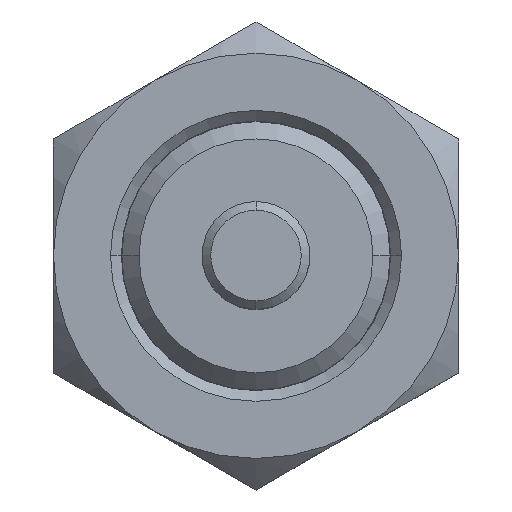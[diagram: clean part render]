
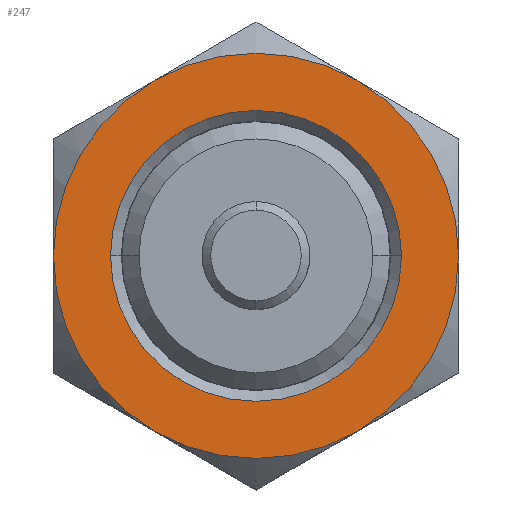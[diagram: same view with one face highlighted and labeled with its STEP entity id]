
A CAD part, top view. The second image highlights one B-rep face of the part: STEP entity #247.
In plain terms, the highlighted planar face has unit normal (0, 0, 1).
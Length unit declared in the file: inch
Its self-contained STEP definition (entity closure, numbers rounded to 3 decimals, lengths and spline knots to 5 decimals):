
#40 = CARTESIAN_POINT ( 'NONE',  ( -0.3375, 0., 0.19 ) ) ;
#46 = EDGE_CURVE ( 'NONE', #1473, #3058, #1788, .T. ) ;
#60 = DIRECTION ( 'NONE',  ( 0., 0., 1. ) ) ;
#63 = ORIENTED_EDGE ( 'NONE', *, *, #2158, .F. ) ;
#193 = DIRECTION ( 'NONE',  ( 0., 0., -1. ) ) ;
#213 = PLANE ( 'NONE',  #1705 ) ;
#215 = EDGE_CURVE ( 'NONE', #1860, #1922, #700, .T. ) ;
#241 = VERTEX_POINT ( 'NONE', #2613 ) ;
#247 = ADVANCED_FACE ( 'NONE', ( #627, #3117 ), #213, .F. ) ;
#438 = DIRECTION ( 'NONE',  ( 0., 0., -1. ) ) ;
#456 = AXIS2_PLACEMENT_3D ( 'NONE', #584, #2279, #834 ) ;
#529 = CARTESIAN_POINT ( 'NONE',  ( 0., 0., 0.19 ) ) ;
#572 = CARTESIAN_POINT ( 'NONE',  ( -0.235, -0.40703, 0.19 ) ) ;
#584 = CARTESIAN_POINT ( 'NONE',  ( 0., 0., 0.19 ) ) ;
#627 = FACE_BOUND ( 'NONE', #669, .T. ) ;
#669 = EDGE_LOOP ( 'NONE', ( #2816, #3093 ) ) ;
#699 = EDGE_CURVE ( 'NONE', #1922, #241, #2822, .T. ) ;
#700 = CIRCLE ( 'NONE', #1062, 0.47 ) ;
#702 = CARTESIAN_POINT ( 'NONE',  ( 0., 0., 0.19 ) ) ;
#748 = AXIS2_PLACEMENT_3D ( 'NONE', #702, #2394, #941 ) ;
#758 = EDGE_CURVE ( 'NONE', #1448, #1926, #1441, .T. ) ;
#776 = DIRECTION ( 'NONE',  ( -1., 0., 0. ) ) ;
#826 = ORIENTED_EDGE ( 'NONE', *, *, #2386, .F. ) ;
#834 = DIRECTION ( 'NONE',  ( -1., 0., 0. ) ) ;
#904 = CIRCLE ( 'NONE', #748, 0.47 ) ;
#934 = CARTESIAN_POINT ( 'NONE',  ( 0., 0.54271, 0.19 ) ) ;
#941 = DIRECTION ( 'NONE',  ( -1., 0., 0. ) ) ;
#942 = DIRECTION ( 'NONE',  ( 0., 0., -1. ) ) ;
#968 = CIRCLE ( 'NONE', #2594, 0.3375 ) ;
#1062 = AXIS2_PLACEMENT_3D ( 'NONE', #1405, #3111, #1655 ) ;
#1082 = CARTESIAN_POINT ( 'NONE',  ( 0.235, 0.40703, 0.19 ) ) ;
#1113 = DIRECTION ( 'NONE',  ( 0., 0., -1. ) ) ;
#1122 = CARTESIAN_POINT ( 'NONE',  ( 0.3375, 0., 0.19 ) ) ;
#1405 = CARTESIAN_POINT ( 'NONE',  ( 0., 0., 0.19 ) ) ;
#1441 = CIRCLE ( 'NONE', #2081, 0.47 ) ;
#1448 = VERTEX_POINT ( 'NONE', #2315 ) ;
#1473 = VERTEX_POINT ( 'NONE', #1122 ) ;
#1496 = CARTESIAN_POINT ( 'NONE',  ( 0., 0., 0.19 ) ) ;
#1631 = ORIENTED_EDGE ( 'NONE', *, *, #699, .F. ) ;
#1655 = DIRECTION ( 'NONE',  ( -1., 0., 0. ) ) ;
#1705 = AXIS2_PLACEMENT_3D ( 'NONE', #934, #942, #2632 ) ;
#1740 = DIRECTION ( 'NONE',  ( 1., 0., 0. ) ) ;
#1749 = CARTESIAN_POINT ( 'NONE',  ( 0., 0., 0.19 ) ) ;
#1788 = CIRCLE ( 'NONE', #1925, 0.3375 ) ;
#1860 = VERTEX_POINT ( 'NONE', #572 ) ;
#1879 = DIRECTION ( 'NONE',  ( -1., 0., 0. ) ) ;
#1881 = CARTESIAN_POINT ( 'NONE',  ( 0., 0., 0.19 ) ) ;
#1922 = VERTEX_POINT ( 'NONE', #2042 ) ;
#1925 = AXIS2_PLACEMENT_3D ( 'NONE', #2569, #1113, #2808 ) ;
#1926 = VERTEX_POINT ( 'NONE', #1082 ) ;
#1929 = VERTEX_POINT ( 'NONE', #2779 ) ;
#2042 = CARTESIAN_POINT ( 'NONE',  ( -0.47, 0., 0.19 ) ) ;
#2081 = AXIS2_PLACEMENT_3D ( 'NONE', #1496, #60, #1740 ) ;
#2127 = DIRECTION ( 'NONE',  ( -1., 0., 0. ) ) ;
#2158 = EDGE_CURVE ( 'NONE', #1929, #1860, #2741, .T. ) ;
#2226 = DIRECTION ( 'NONE',  ( 0., 0., -1. ) ) ;
#2260 = EDGE_LOOP ( 'NONE', ( #1631, #2291, #63, #2882, #2862, #826 ) ) ;
#2279 = DIRECTION ( 'NONE',  ( 0., 0., -1. ) ) ;
#2291 = ORIENTED_EDGE ( 'NONE', *, *, #215, .F. ) ;
#2315 = CARTESIAN_POINT ( 'NONE',  ( 0.47, 0., 0.19 ) ) ;
#2323 = EDGE_CURVE ( 'NONE', #3058, #1473, #968, .T. ) ;
#2386 = EDGE_CURVE ( 'NONE', #241, #1926, #2755, .T. ) ;
#2394 = DIRECTION ( 'NONE',  ( 0., 0., -1. ) ) ;
#2434 = EDGE_CURVE ( 'NONE', #1448, #1929, #904, .T. ) ;
#2569 = CARTESIAN_POINT ( 'NONE',  ( 0., 0., 0.19 ) ) ;
#2594 = AXIS2_PLACEMENT_3D ( 'NONE', #529, #2226, #776 ) ;
#2613 = CARTESIAN_POINT ( 'NONE',  ( -0.235, 0.40703, 0.19 ) ) ;
#2632 = DIRECTION ( 'NONE',  ( -1., 0., 0. ) ) ;
#2741 = CIRCLE ( 'NONE', #3131, 0.47 ) ;
#2755 = CIRCLE ( 'NONE', #2915, 0.47 ) ;
#2779 = CARTESIAN_POINT ( 'NONE',  ( 0.235, -0.40703, 0.19 ) ) ;
#2808 = DIRECTION ( 'NONE',  ( -1., 0., 0. ) ) ;
#2816 = ORIENTED_EDGE ( 'NONE', *, *, #46, .T. ) ;
#2822 = CIRCLE ( 'NONE', #456, 0.47 ) ;
#2862 = ORIENTED_EDGE ( 'NONE', *, *, #758, .T. ) ;
#2882 = ORIENTED_EDGE ( 'NONE', *, *, #2434, .F. ) ;
#2915 = AXIS2_PLACEMENT_3D ( 'NONE', #1749, #193, #1879 ) ;
#3058 = VERTEX_POINT ( 'NONE', #40 ) ;
#3093 = ORIENTED_EDGE ( 'NONE', *, *, #2323, .T. ) ;
#3111 = DIRECTION ( 'NONE',  ( 0., 0., -1. ) ) ;
#3117 = FACE_OUTER_BOUND ( 'NONE', #2260, .T. ) ;
#3131 = AXIS2_PLACEMENT_3D ( 'NONE', #1881, #438, #2127 ) ;
